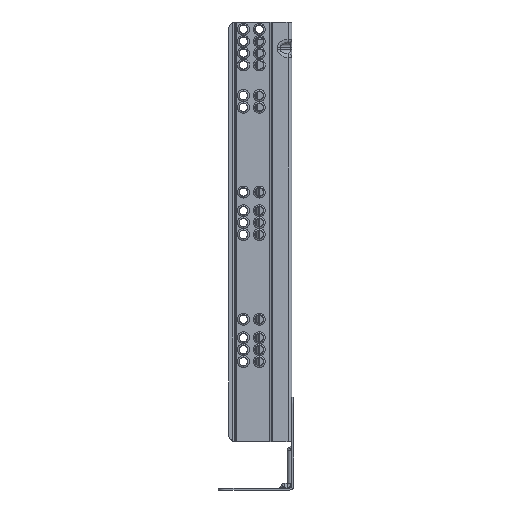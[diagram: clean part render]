
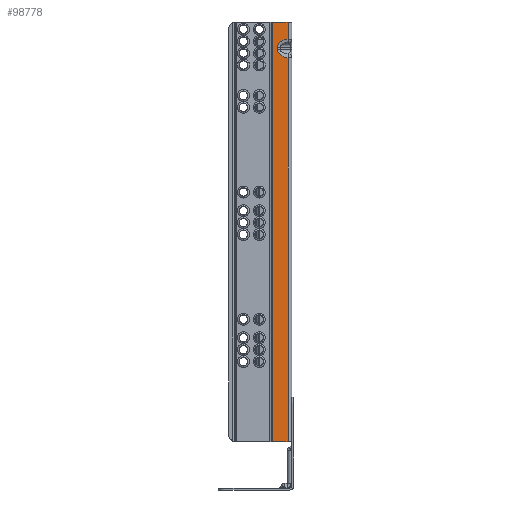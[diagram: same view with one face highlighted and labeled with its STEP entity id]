
A CAD part, left-side view. The second image highlights one B-rep face of the part: STEP entity #98778.
In plain terms, the highlighted planar face has unit normal (-1, 0, 0).
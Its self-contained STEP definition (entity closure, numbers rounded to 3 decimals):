
#2570 = VERTEX_POINT ( 'NONE', #56433 ) ;
#3321 = DIRECTION ( 'NONE',  ( 0., -1., 0. ) ) ;
#5574 = CARTESIAN_POINT ( 'NONE',  ( 0., -24.2, -26.988 ) ) ;
#6860 = CARTESIAN_POINT ( 'NONE',  ( 0., -12.443, 0. ) ) ;
#10003 = ORIENTED_EDGE ( 'NONE', *, *, #98353, .T. ) ;
#10529 = ORIENTED_EDGE ( 'NONE', *, *, #71793, .T. ) ;
#12586 = CARTESIAN_POINT ( 'NONE',  ( 0., -24.2, -13.012 ) ) ;
#14344 = CARTESIAN_POINT ( 'NONE',  ( 0., -16.257, -19. ) ) ;
#15575 = CARTESIAN_POINT ( 'NONE',  ( 0., -16.257, -24.339 ) ) ;
#20485 = LINE ( 'NONE', #42568, #25230 ) ;
#22043 = ORIENTED_EDGE ( 'NONE', *, *, #30785, .F. ) ;
#22452 = CARTESIAN_POINT ( 'NONE',  ( 0., -16.257, -19. ) ) ;
#23131 = CARTESIAN_POINT ( 'NONE',  ( 0., -12.443, 0. ) ) ;
#24947 = LINE ( 'NONE', #123357, #70926 ) ;
#25230 = VECTOR ( 'NONE', #32591, 1000. ) ;
#26066 = ORIENTED_EDGE ( 'NONE', *, *, #135123, .F. ) ;
#26891 = ORIENTED_EDGE ( 'NONE', *, *, #68861, .T. ) ;
#26976 = CARTESIAN_POINT ( 'NONE',  ( 0., -19.488, -26.774 ) ) ;
#27833 = DIRECTION ( 'NONE',  ( -1., 0., 0. ) ) ;
#30785 = EDGE_CURVE ( 'NONE', #118438, #47688, #89377, .T. ) ;
#32591 = DIRECTION ( 'NONE',  ( 0., 0., 1. ) ) ;
#36614 = DIRECTION ( 'NONE',  ( 0., 0., 1. ) ) ;
#37057 = CARTESIAN_POINT ( 'NONE',  ( 0., -16.257, -19. ) ) ;
#37499 = CARTESIAN_POINT ( 'NONE',  ( 0., -12.443, -317. ) ) ;
#38524 = CARTESIAN_POINT ( 'NONE',  ( 0., -12.443, -317. ) ) ;
#39907 = VECTOR ( 'NONE', #36614, 1000. ) ;
#42568 = CARTESIAN_POINT ( 'NONE',  ( 0., -24.2, -317. ) ) ;
#47688 = VERTEX_POINT ( 'NONE', #56005 ) ;
#48522 = FACE_OUTER_BOUND ( 'NONE', #127142, .T. ) ;
#49306 = ORIENTED_EDGE ( 'NONE', *, *, #104619, .T. ) ;
#50248 =( BOUNDED_CURVE ( )  B_SPLINE_CURVE ( 3, ( #22452, #76585, #120143, #65931 ),
 .UNSPECIFIED., .F., .F. ) 
 B_SPLINE_CURVE_WITH_KNOTS ( ( 4, 4 ),
 ( 3.142, 4.648 ),
 .UNSPECIFIED. ) 
 CURVE ( )  GEOMETRIC_REPRESENTATION_ITEM ( )  RATIONAL_B_SPLINE_CURVE ( ( 1., 0.82, 0.82, 1. ) ) 
 REPRESENTATION_ITEM ( '' )  );
#52457 = VERTEX_POINT ( 'NONE', #98164 ) ;
#56005 = CARTESIAN_POINT ( 'NONE',  ( 0., -24.2, 0. ) ) ;
#56308 = DIRECTION ( 'NONE',  ( 0., 0., 1. ) ) ;
#56433 = CARTESIAN_POINT ( 'NONE',  ( 0., -16.257, -21. ) ) ;
#57313 = VERTEX_POINT ( 'NONE', #67299 ) ;
#65089 = AXIS2_PLACEMENT_3D ( 'NONE', #38524, #27833, #71297 ) ;
#65931 = CARTESIAN_POINT ( 'NONE',  ( 0., -24.2, -13.012 ) ) ;
#66464 = EDGE_CURVE ( 'NONE', #52457, #2570, #119184, .T. ) ;
#66597 = DIRECTION ( 'NONE',  ( 0., -1., 0. ) ) ;
#66792 = EDGE_CURVE ( 'NONE', #103433, #47688, #20485, .T. ) ;
#67299 = CARTESIAN_POINT ( 'NONE',  ( 0., -24.2, -317. ) ) ;
#68861 = EDGE_CURVE ( 'NONE', #2570, #139028, #110611, .T. ) ;
#70926 = VECTOR ( 'NONE', #56308, 1000. ) ;
#71297 = DIRECTION ( 'NONE',  ( 0., 0., 1. ) ) ;
#71793 = EDGE_CURVE ( 'NONE', #139028, #103433, #50248, .T. ) ;
#75847 = CARTESIAN_POINT ( 'NONE',  ( 0., -12.443, -317. ) ) ;
#76585 = CARTESIAN_POINT ( 'NONE',  ( 0., -16.257, -15.661 ) ) ;
#89377 = LINE ( 'NONE', #23131, #101646 ) ;
#90435 = CARTESIAN_POINT ( 'NONE',  ( 0., -16.257, -21. ) ) ;
#90786 = VECTOR ( 'NONE', #98501, 1000. ) ;
#92548 = VERTEX_POINT ( 'NONE', #75847 ) ;
#93400 = PLANE ( 'NONE',  #65089 ) ;
#93806 = VECTOR ( 'NONE', #3321, 1000. ) ;
#97006 = ORIENTED_EDGE ( 'NONE', *, *, #66464, .T. ) ;
#98164 = CARTESIAN_POINT ( 'NONE',  ( 0., -24.2, -26.988 ) ) ;
#98353 = EDGE_CURVE ( 'NONE', #57313, #52457, #111494, .T. ) ;
#98501 = DIRECTION ( 'NONE',  ( 0., 0., 1. ) ) ;
#98778 = ADVANCED_FACE ( 'NONE', ( #48522 ), #93400, .T. ) ;
#100802 = CARTESIAN_POINT ( 'NONE',  ( 0., -24.2, -317. ) ) ;
#100994 = LINE ( 'NONE', #37499, #93806 ) ;
#101646 = VECTOR ( 'NONE', #66597, 1000. ) ;
#103433 = VERTEX_POINT ( 'NONE', #12586 ) ;
#104619 = EDGE_CURVE ( 'NONE', #92548, #57313, #100994, .T. ) ;
#110611 = LINE ( 'NONE', #14344, #90786 ) ;
#111494 = LINE ( 'NONE', #100802, #39907 ) ;
#118438 = VERTEX_POINT ( 'NONE', #6860 ) ;
#119184 =( BOUNDED_CURVE ( )  B_SPLINE_CURVE ( 3, ( #5574, #26976, #15575, #90435 ),
 .UNSPECIFIED., .F., .F. ) 
 B_SPLINE_CURVE_WITH_KNOTS ( ( 4, 4 ),
 ( 4.776, 6.283 ),
 .UNSPECIFIED. ) 
 CURVE ( )  GEOMETRIC_REPRESENTATION_ITEM ( )  RATIONAL_B_SPLINE_CURVE ( ( 1., 0.82, 0.82, 1. ) ) 
 REPRESENTATION_ITEM ( '' )  );
#120143 = CARTESIAN_POINT ( 'NONE',  ( 0., -19.488, -13.226 ) ) ;
#123357 = CARTESIAN_POINT ( 'NONE',  ( 0., -12.443, -317. ) ) ;
#127142 = EDGE_LOOP ( 'NONE', ( #10003, #97006, #26891, #10529, #128266, #22043, #26066, #49306 ) ) ;
#128266 = ORIENTED_EDGE ( 'NONE', *, *, #66792, .T. ) ;
#135123 = EDGE_CURVE ( 'NONE', #92548, #118438, #24947, .T. ) ;
#139028 = VERTEX_POINT ( 'NONE', #37057 ) ;
